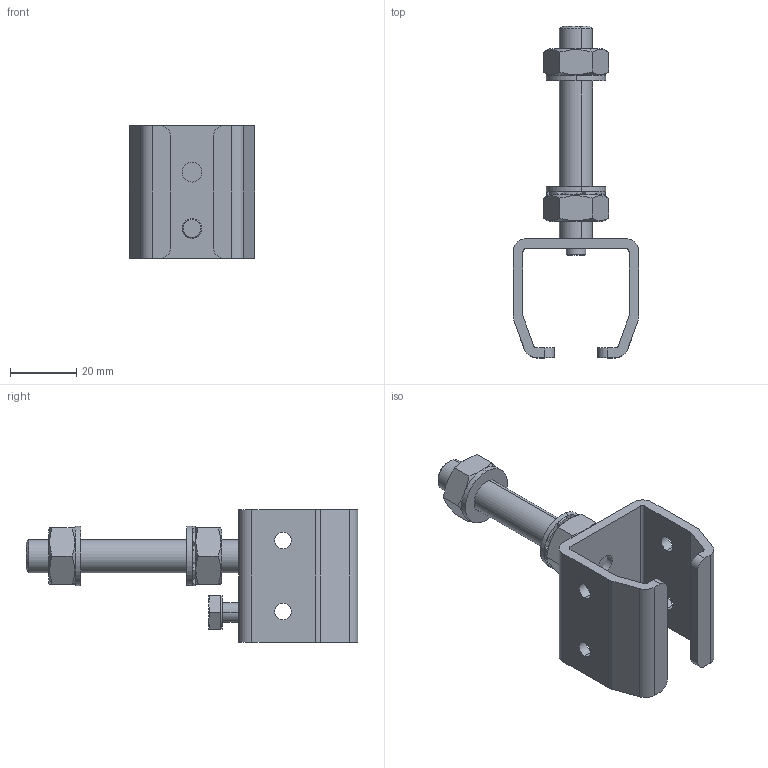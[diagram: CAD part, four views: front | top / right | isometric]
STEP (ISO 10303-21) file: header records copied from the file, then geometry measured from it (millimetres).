
FILE_DESCRIPTION (( 'STEP AP214' ), '1' );
FILE_NAME ('21.B04.STEP', '2015-11-09T11:36:12', ( '' ), ( '' ), 'SwSTEP 2.0', 'SolidWorks 2015', '' );
FILE_SCHEMA (( 'AUTOMOTIVE_DESIGN' ));
Length unit declared in the file: millimetre
Products named in the file (7): M6M_8_FZB_2 - Copy_M10; DIN-933_Var_tas DIN 933 - M6 x 10; toothed lock washer 1_din_DIN 6797-A10.5; plain washer small grade a_din_Washer DIN 433 - 10.5; studbolt_din_DIN 976-1 -- M10 x 65  A--  N; 2.21.B00.04P ; 21.B04
Assembly tree (8 placements, depth 2):
  21.B04
    2.21.B00.04P 
    studbolt_din_DIN 976-1 -- M10 x 65  A--  N
    plain washer small grade a_din_Washer DIN 433 - 10.5  x2
    toothed lock washer 1_din_DIN 6797-A10.5
    DIN-933_Var_tas DIN 933 - M6 x 10
    M6M_8_FZB_2 - Copy_M10  x2
Bounding box: 38 x 100.17 x 40 mm (x, y, z)
Volume: 22398.3 mm3; surface area: 16255.5 mm2
Topology: 8 solids, 8 shells, 196 faces, 508 edges, 329 vertices
Faces by surface type: cylinder 84, plane 75, cone 29, bspline 6, torus 2
Entity records: 8783 total; most frequent: CARTESIAN_POINT 4442, DIRECTION 865, ORIENTED_EDGE 844, EDGE_CURVE 422, AXIS2_PLACEMENT_3D 327, VERTEX_POINT 273, LINE 211, VECTOR 211
